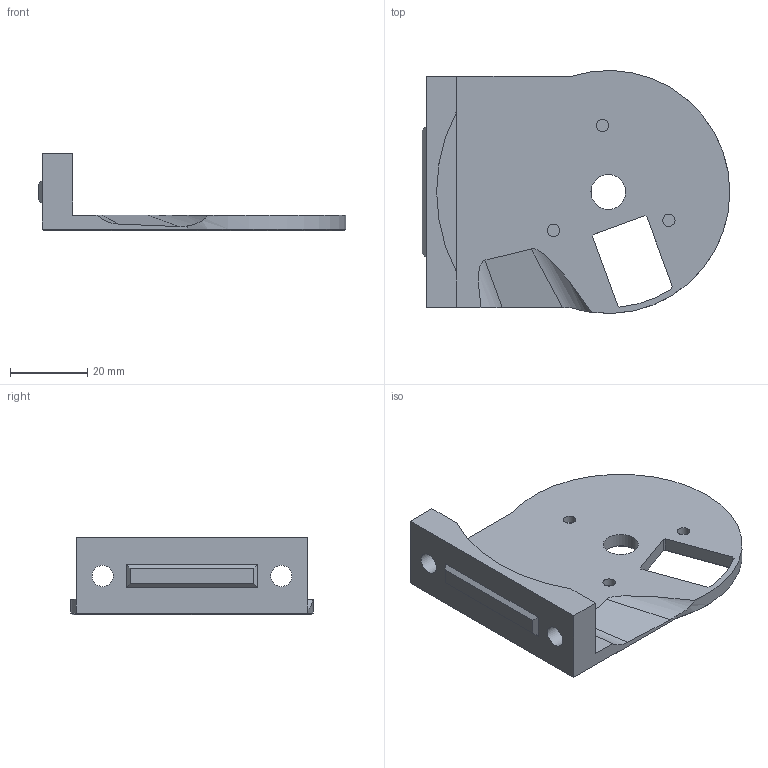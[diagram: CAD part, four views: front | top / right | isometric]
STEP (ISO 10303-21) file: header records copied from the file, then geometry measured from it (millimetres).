
FILE_DESCRIPTION(/* description */ (''),/* implementation_level */ '2;1');
FILE_NAME(/* name */ '',/* time_stamp */ '2026-01-12T12:14:58+03:00',/* author */ (''),/* organization */ (''),/* preprocessor_version */ 'ST-DEVELOPER v20.1',/* originating_system */ 'Autodesk Translation Framework v14.21.0.0',/* authorisation */ '');
FILE_SCHEMA (('AUTOMOTIVE_DESIGN { 1 0 10303 214 3 1 1 }'));
Length unit declared in the file: millimetre
Products named in the file (1): Держатель плоский
Bounding box: 79.74 x 62.97 x 20.01 mm (x, y, z)
Volume: 20044.2 mm3; surface area: 12171.7 mm2
Topology: 1 solids, 1 shells, 161 faces, 416 edges, 270 vertices
Faces by surface type: plane 70, bspline 69, cylinder 16, cone 6
Full cylindrical faces by diameter (mm): 3.2 x3, 5.5 x2, 7 x3, 9 x1, 10 x2
Entity records: 5583 total; most frequent: CARTESIAN_POINT 2062, ORIENTED_EDGE 832, DIRECTION 499, EDGE_CURVE 416, VERTEX_POINT 270, LINE 231, VECTOR 231, EDGE_LOOP 182
